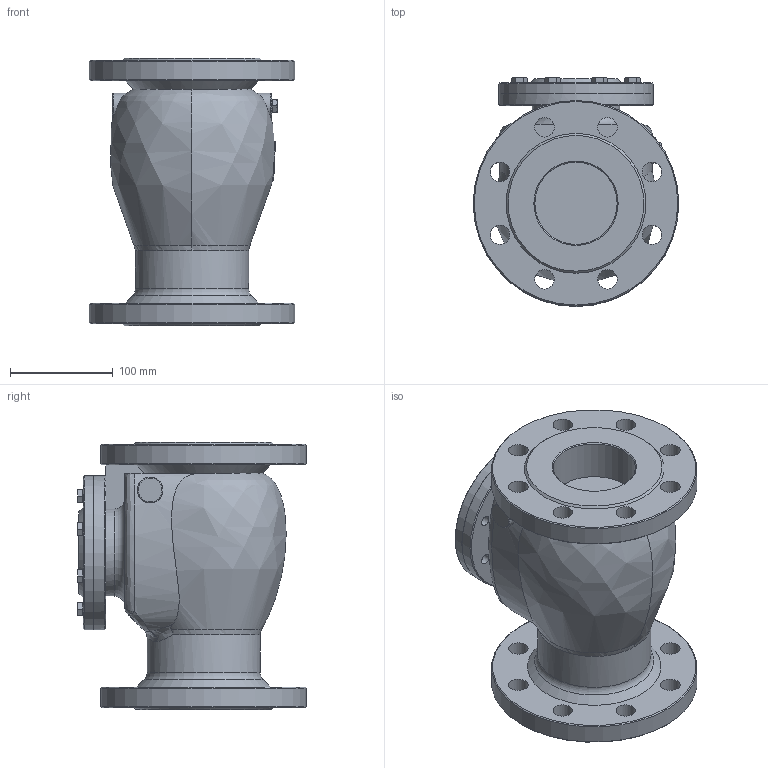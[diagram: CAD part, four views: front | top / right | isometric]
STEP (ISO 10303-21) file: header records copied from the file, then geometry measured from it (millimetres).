
FILE_DESCRIPTION(/* description */ (''),/* implementation_level */ '2;1');
FILE_NAME(/* name */ 'DN80_3D_STEP.stp',/* time_stamp */ '2024-04-01T10:51:34+03:00',/* author */ ('igorr'),/* organization */ (''),/* preprocessor_version */ 'ST-DEVELOPER v19.2',/* originating_system */ 'Autodesk Inventor 2023',/* authorisation */ '');
FILE_SCHEMA (('AUTOMOTIVE_DESIGN { 1 0 10303 214 3 1 1 }'));
Length unit declared in the file: millimetre
Products named in the file (3): Сборка; Деталь; AS 1110 - M8 x 12
Assembly tree (10 placements, depth 2):
  Сборка
    Деталь
    AS 1110 - M8 x 12  x9
Bounding box: 200 x 222.5 x 260 mm (x, y, z)
Volume: 4842641.8 mm3; surface area: 347184.6 mm2
Topology: 10 solids, 10 shells, 406 faces, 947 edges, 588 vertices
Faces by surface type: plane 201, cone 76, cylinder 68, bspline 52, torus 5, sphere 4
Full cylindrical faces by diameter (mm): 8 x9, 10 x16, 13 x9, 19 x16, 25 x2, 80 x3, 110 x1, 150 x2, 200 x2
Entity records: 9499 total; most frequent: CARTESIAN_POINT 4313, ORIENTED_EDGE 1076, DIRECTION 829, EDGE_CURVE 538, VERTEX_POINT 348, AXIS2_PLACEMENT_3D 330, EDGE_LOOP 298, FACE_OUTER_BOUND 214
